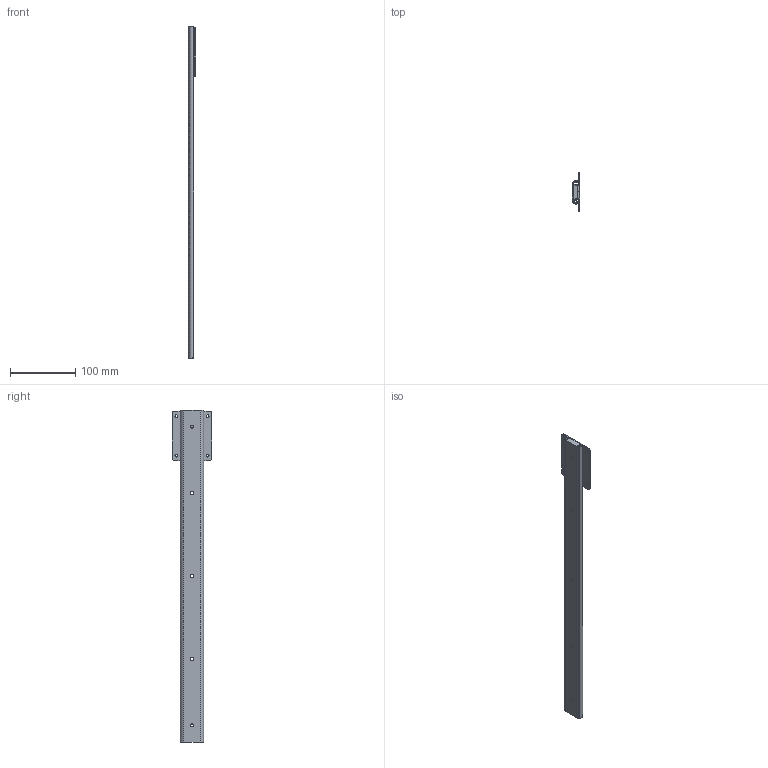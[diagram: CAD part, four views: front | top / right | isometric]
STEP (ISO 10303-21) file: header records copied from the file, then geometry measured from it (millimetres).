
FILE_DESCRIPTION (( 'STEP AP203' ), '1' );
FILE_NAME ('3511-20#3.STEP', '2021-02-02T02:22:42', ( '' ), ( '' ), 'SwSTEP 2.0', 'SolidWorks 2019', '' );
FILE_SCHEMA (( 'CONFIG_CONTROL_DESIGN' ));
Length unit declared in the file: millimetre
Products named in the file (3): OM-3511-20 ; IM #3; 3511-20#3
Assembly tree (2 placements, depth 2):
  3511-20#3
    OM-3511-20 
    IM #3
Bounding box: 11.2 x 60.4 x 508 mm (x, y, z)
Volume: 48096.6 mm3; surface area: 59856.3 mm2
Topology: 2 solids, 2 shells, 103 faces, 291 edges, 194 vertices
Faces by surface type: cylinder 57, plane 46
Entity records: 3896 total; most frequent: CARTESIAN_POINT 805, DIRECTION 601, ORIENTED_EDGE 582, EDGE_CURVE 291, AXIS2_PLACEMENT_3D 218, VERTEX_POINT 194, LINE 165, VECTOR 165
